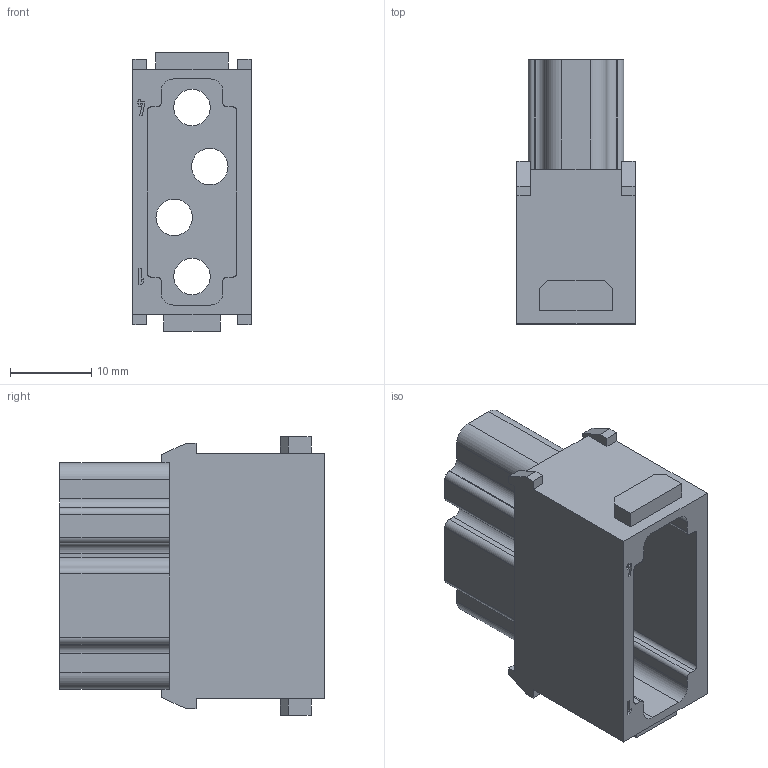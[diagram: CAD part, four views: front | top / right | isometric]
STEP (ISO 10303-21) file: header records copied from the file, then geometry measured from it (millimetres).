
FILE_DESCRIPTION(/* description */ (''),/* implementation_level */ '2;1');
FILE_NAME(/* name */ '100095132ugm000_b.stp',/* time_stamp */ '2017-11-03T15:03:02+01:00',/* author */ (''),/* organization */ (''),/* preprocessor_version */ 'ST-DEVELOPER v16',/* originating_system */ 'SIEMENS PLM Software NX 10.0',/* authorisation */ '');
FILE_SCHEMA (('AUTOMOTIVE_DESIGN { 1 0 10303 214 3 1 1 1 }'));
Length unit declared in the file: millimetre
Products named in the file (1): 100095132ugm000_b
Bounding box: 14.6 x 32.6 x 34.4 mm (x, y, z)
Volume: 6344.7 mm3; surface area: 5922.7 mm2
Topology: 1 solids, 1 shells, 412 faces, 1161 edges, 779 vertices
Faces by surface type: plane 369, cylinder 39, bspline 4
Full cylindrical faces by diameter (mm): 0.753 x1, 0.986 x1, 4.5 x4
Entity records: 14883 total; most frequent: CARTESIAN_POINT 2383, ORIENTED_EDGE 2310, DIRECTION 2043, EDGE_CURVE 1155, LINE 1069, VECTOR 1069, VERTEX_POINT 774, AXIS2_PLACEMENT_3D 487
